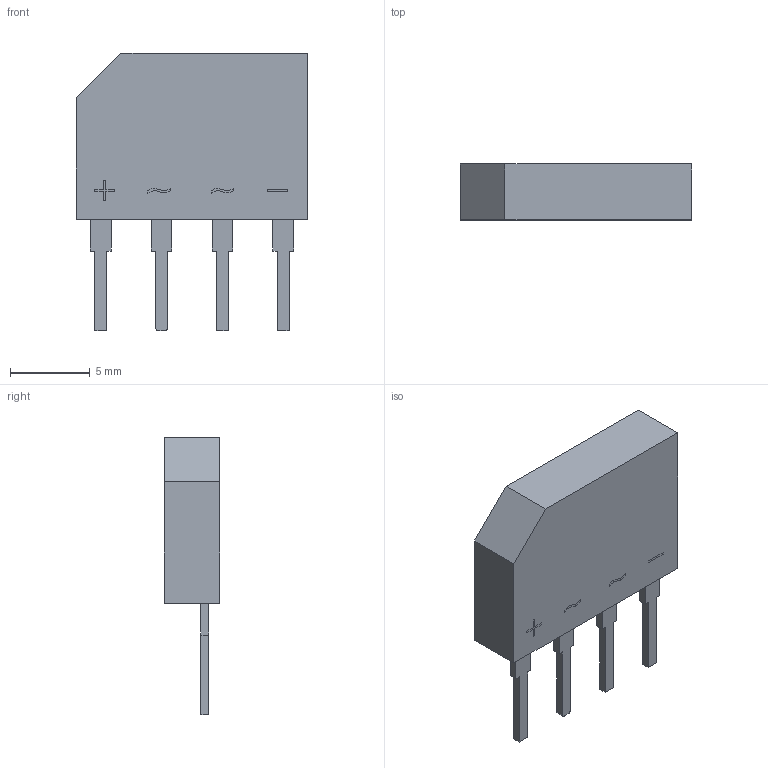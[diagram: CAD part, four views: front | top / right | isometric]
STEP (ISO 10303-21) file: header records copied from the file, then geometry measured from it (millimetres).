
FILE_DESCRIPTION (( 'STEP AP214' ), '1' );
FILE_NAME ('DIO-BG-TH_4P_L14.5-W3.5-H10.4-P4.00_KBP.step', '2022-07-04T09:55:42', ( '' ), ( '' ), 'SwSTEP 2.0', 'SolidWorks 2020', '' );
FILE_SCHEMA (( 'AUTOMOTIVE_DESIGN' ));
Length unit declared in the file: millimetre
Products named in the file (1): DIO-BG-TH_4P_L14.5-W3.5-H10.4-P4.00_KBP
Bounding box: 14.5 x 3.5 x 17.4 mm (x, y, z)
Volume: 526.7 mm3; surface area: 540.6 mm2
Topology: 1 solids, 1 shells, 273 faces, 764 edges, 520 vertices
Faces by surface type: plane 173, bspline 98, cylinder 2
Entity records: 12415 total; most frequent: CARTESIAN_POINT 3016, ORIENTED_EDGE 1528, DIRECTION 908, EDGE_CURVE 764, VECTOR 548, LINE 548, VERTEX_POINT 520, EDGE_LOOP 300
